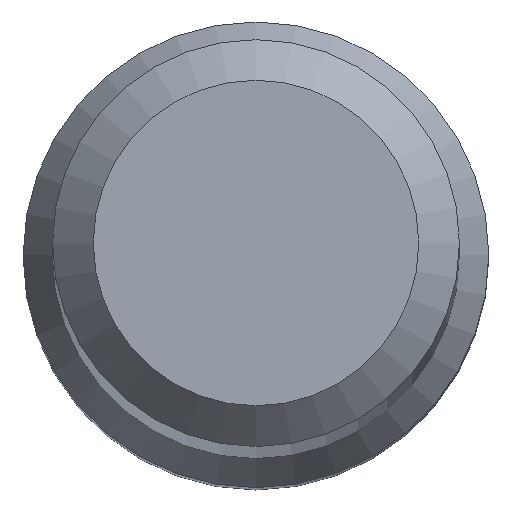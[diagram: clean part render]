
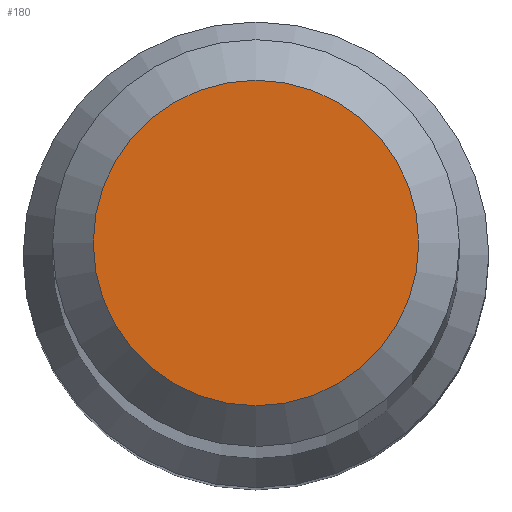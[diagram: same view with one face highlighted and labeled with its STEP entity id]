
A CAD part, top view. The second image highlights one B-rep face of the part: STEP entity #180.
In plain terms, the highlighted planar face has unit normal (0, 0, 1).
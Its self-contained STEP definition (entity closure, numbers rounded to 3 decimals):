
#1 = FACE_OUTER_BOUND ( 'NONE', #178, .T. ) ;
#6 = DIRECTION ( 'NONE',  ( 0., -1., 0. ) ) ;
#18 = AXIS2_PLACEMENT_3D ( 'NONE', #134, #214, #172 ) ;
#31 = DIRECTION ( 'NONE',  ( 0., 0., 1. ) ) ;
#76 = VERTEX_POINT ( 'NONE', #135 ) ;
#134 = CARTESIAN_POINT ( 'NONE',  ( 0., 0., 80. ) ) ;
#135 = CARTESIAN_POINT ( 'NONE',  ( 0., 1.6, 80. ) ) ;
#139 = ORIENTED_EDGE ( 'NONE', *, *, #163, .F. ) ;
#151 = PLANE ( 'NONE',  #233 ) ;
#163 = EDGE_CURVE ( 'NONE', #76, #76, #229, .T. ) ;
#172 = DIRECTION ( 'NONE',  ( 0., 1., 0. ) ) ;
#178 = EDGE_LOOP ( 'NONE', ( #139 ) ) ;
#180 = ADVANCED_FACE ( 'NONE', ( #1 ), #151, .T. ) ;
#214 = DIRECTION ( 'NONE',  ( 0., 0., -1. ) ) ;
#226 = CARTESIAN_POINT ( 'NONE',  ( 0., 0., 80. ) ) ;
#229 = CIRCLE ( 'NONE', #18, 1.6 ) ;
#233 = AXIS2_PLACEMENT_3D ( 'NONE', #226, #31, #6 ) ;
